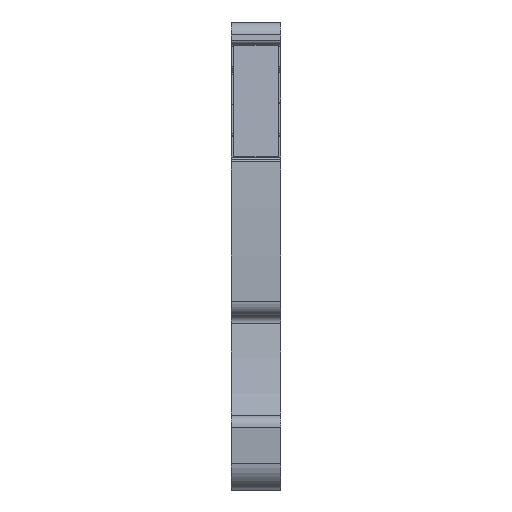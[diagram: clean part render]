
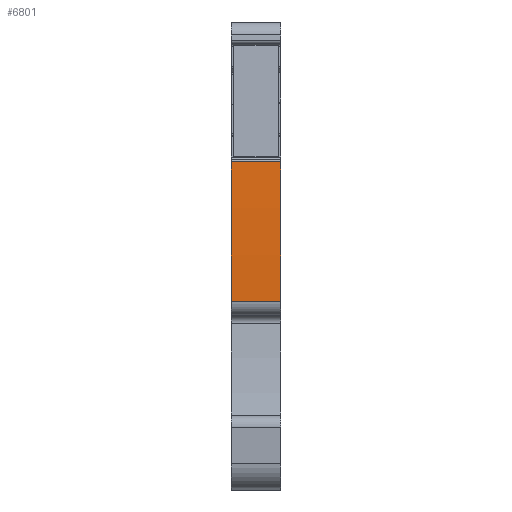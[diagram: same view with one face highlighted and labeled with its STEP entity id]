
A CAD part, front view. The second image highlights one B-rep face of the part: STEP entity #6801.
In plain terms, the highlighted cylindrical face has radius 122.182 mm (diameter 244.364 mm), a partial arc.
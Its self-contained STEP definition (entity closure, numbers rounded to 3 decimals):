
#6005=AXIS2_PLACEMENT_3D('Circle Axis2P3D',#6003,#6004,$) ;
#6012=AXIS2_PLACEMENT_3D('Circle Axis2P3D',#6010,#6011,$) ;
#6772=AXIS2_PLACEMENT_3D('Cylinder Axis2P3D',#6769,#6770,#6771) ;
#6776=AXIS2_PLACEMENT_3D('Circle Axis2P3D',#6774,#6775,$) ;
#6790=AXIS2_PLACEMENT_3D('Circle Axis2P3D',#6788,#6789,$) ;
#6000=CARTESIAN_POINT('Vertex',(0.,1.529,13.42)) ;
#6003=CARTESIAN_POINT('Axis2P3D Location',(0.,2.529,13.45)) ;
#6007=CARTESIAN_POINT('Vertex',(0.,1.528,13.45)) ;
#6010=CARTESIAN_POINT('Axis2P3D Location',(0.,123.655,17.106)) ;
#6014=CARTESIAN_POINT('Vertex',(0.,1.636,23.414)) ;
#6754=CARTESIAN_POINT('Vertex',(3.5,1.636,23.414)) ;
#6757=CARTESIAN_POINT('Line Origine',(1.75,1.636,23.414)) ;
#6769=CARTESIAN_POINT('Axis2P3D Location',(1.75,123.655,17.106)) ;
#6774=CARTESIAN_POINT('Axis2P3D Location',(3.5,123.655,17.106)) ;
#6778=CARTESIAN_POINT('Vertex',(3.5,1.528,13.45)) ;
#6781=CARTESIAN_POINT('Line Origine',(1.75,1.529,13.42)) ;
#6785=CARTESIAN_POINT('Vertex',(3.5,1.529,13.42)) ;
#6788=CARTESIAN_POINT('Axis2P3D Location',(3.5,123.655,17.106)) ;
#6004=DIRECTION('Axis2P3D Direction',(1.,0.,0.)) ;
#6011=DIRECTION('Axis2P3D Direction',(1.,0.,0.)) ;
#6758=DIRECTION('Vector Direction',(1.,0.,0.)) ;
#6770=DIRECTION('Axis2P3D Direction',(1.,0.,0.)) ;
#6771=DIRECTION('Axis2P3D XDirection',(0.,-0.992,0.126)) ;
#6775=DIRECTION('Axis2P3D Direction',(1.,0.,0.)) ;
#6782=DIRECTION('Vector Direction',(1.,0.,0.)) ;
#6789=DIRECTION('Axis2P3D Direction',(1.,0.,0.)) ;
#6759=VECTOR('Line Direction',#6758,1.) ;
#6783=VECTOR('Line Direction',#6782,1.) ;
#6794=ORIENTED_EDGE('',*,*,#6780,.F.) ;
#6795=ORIENTED_EDGE('',*,*,#6761,.T.) ;
#6796=ORIENTED_EDGE('',*,*,#6016,.T.) ;
#6797=ORIENTED_EDGE('',*,*,#6009,.T.) ;
#6798=ORIENTED_EDGE('',*,*,#6787,.T.) ;
#6799=ORIENTED_EDGE('',*,*,#6792,.F.) ;
#6801=ADVANCED_FACE('MLD',(#6800),#6773,.T.) ;
#6006=CIRCLE('generated circle',#6005,1.) ;
#6013=CIRCLE('generated circle',#6012,122.182) ;
#6777=CIRCLE('generated circle',#6776,122.182) ;
#6791=CIRCLE('generated circle',#6790,122.182) ;
#6773=CYLINDRICAL_SURFACE('generated cylinder',#6772,122.182) ;
#6009=EDGE_CURVE('',#6008,#6001,#6006,.T.) ;
#6016=EDGE_CURVE('',#6015,#6008,#6013,.T.) ;
#6761=EDGE_CURVE('',#6755,#6015,#6760,.F.) ;
#6780=EDGE_CURVE('',#6755,#6779,#6777,.T.) ;
#6787=EDGE_CURVE('',#6001,#6786,#6784,.T.) ;
#6792=EDGE_CURVE('',#6779,#6786,#6791,.T.) ;
#6793=EDGE_LOOP('',(#6794,#6795,#6796,#6797,#6798,#6799)) ;
#6800=FACE_OUTER_BOUND('',#6793,.T.) ;
#6760=LINE('Line',#6757,#6759) ;
#6784=LINE('Line',#6781,#6783) ;
#6001=VERTEX_POINT('',#6000) ;
#6008=VERTEX_POINT('',#6007) ;
#6015=VERTEX_POINT('',#6014) ;
#6755=VERTEX_POINT('',#6754) ;
#6779=VERTEX_POINT('',#6778) ;
#6786=VERTEX_POINT('',#6785) ;
